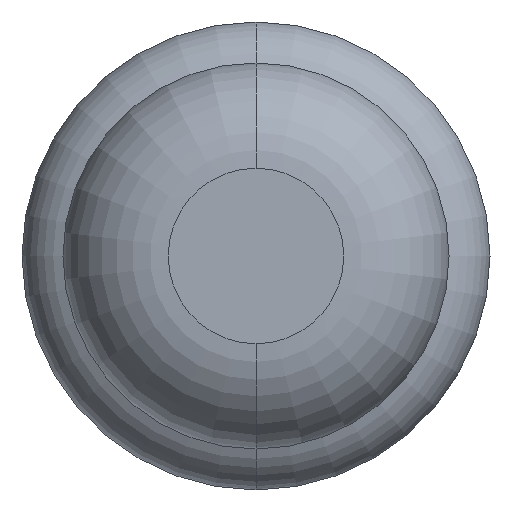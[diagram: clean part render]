
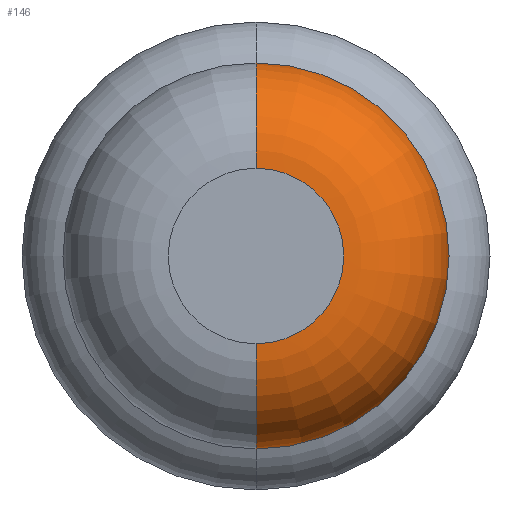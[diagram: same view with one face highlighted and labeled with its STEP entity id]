
A CAD part, front view. The second image highlights one B-rep face of the part: STEP entity #146.
In plain terms, the highlighted toroidal (fillet/blend) face has major radius 0.375 mm and minor radius 0.45 mm.
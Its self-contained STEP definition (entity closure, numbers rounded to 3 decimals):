
#22 = AXIS2_PLACEMENT_3D ( 'NONE', #2488, #138, #2541 ) ;
#138 = DIRECTION ( 'NONE',  ( 1., 0., 0. ) ) ;
#146 = ADVANCED_FACE ( 'Defeature ausgef�hrt1_8', ( #3389 ), #655, .T. ) ;
#205 = CARTESIAN_POINT ( 'NONE',  ( 0., -27.4, -0.375 ) ) ;
#376 = ORIENTED_EDGE ( 'NONE', *, *, #1474, .F. ) ;
#655 = TOROIDAL_SURFACE ( 'NONE', #1706, 0.375, 0.45 ) ;
#695 = CIRCLE ( 'NONE', #3542, 0.45 ) ;
#822 = CARTESIAN_POINT ( 'NONE',  ( 0., -26.95, 0. ) ) ;
#866 = CIRCLE ( 'NONE', #22, 0.45 ) ;
#871 = AXIS2_PLACEMENT_3D ( 'NONE', #2738, #3058, #3407 ) ;
#1040 = CARTESIAN_POINT ( 'NONE',  ( 0., -26.95, 0.375 ) ) ;
#1047 = DIRECTION ( 'NONE',  ( 0., 0., 1. ) ) ;
#1159 = EDGE_CURVE ( 'NONE', #3087, #2099, #866, .T. ) ;
#1474 = EDGE_CURVE ( 'Defeature ausgef�hrt1_9+Defeature ausgef�hrt1_8+Defeature ausgef�hrt1_8+Defeature ausgef�hrt1_8', #2726, #2099, #3924, .T. ) ;
#1524 = DIRECTION ( 'NONE',  ( 0., 0., 1. ) ) ;
#1558 = DIRECTION ( 'NONE',  ( 0., 1., 0. ) ) ;
#1681 = CARTESIAN_POINT ( 'NONE',  ( 0., -26.95, 0.825 ) ) ;
#1706 = AXIS2_PLACEMENT_3D ( 'NONE', #822, #2549, #3271 ) ;
#1880 = CARTESIAN_POINT ( 'NONE',  ( 0., -27.4, 0. ) ) ;
#1969 = CARTESIAN_POINT ( 'NONE',  ( 0., -26.95, -0.825 ) ) ;
#2099 = VERTEX_POINT ( 'NONE', #1969 ) ;
#2488 = CARTESIAN_POINT ( 'NONE',  ( 0., -26.95, -0.375 ) ) ;
#2493 = EDGE_CURVE ( 'Defeature ausgef�hrt1_8+Defeature ausgef�hrt1_7+Defeature ausgef�hrt1_7+Defeature ausgef�hrt1_7', #3994, #3087, #2575, .T. ) ;
#2541 = DIRECTION ( 'NONE',  ( 0., 0., -1. ) ) ;
#2549 = DIRECTION ( 'NONE',  ( 0., 1., 0. ) ) ;
#2575 = CIRCLE ( 'NONE', #3833, 0.375 ) ;
#2726 = VERTEX_POINT ( 'NONE', #1681 ) ;
#2738 = CARTESIAN_POINT ( 'NONE',  ( 0., -26.95, 0. ) ) ;
#2811 = EDGE_CURVE ( 'NONE', #3994, #2726, #695, .T. ) ;
#2948 = ORIENTED_EDGE ( 'NONE', *, *, #2493, .T. ) ;
#3058 = DIRECTION ( 'NONE',  ( 0., 1., 0. ) ) ;
#3087 = VERTEX_POINT ( 'NONE', #205 ) ;
#3271 = DIRECTION ( 'NONE',  ( 0., 0., 1. ) ) ;
#3389 = FACE_OUTER_BOUND ( 'NONE', #4380, .T. ) ;
#3407 = DIRECTION ( 'NONE',  ( 0., 0., 1. ) ) ;
#3442 = DIRECTION ( 'NONE',  ( -1., 0., 0. ) ) ;
#3495 = ORIENTED_EDGE ( 'NONE', *, *, #2811, .F. ) ;
#3542 = AXIS2_PLACEMENT_3D ( 'NONE', #1040, #3442, #1047 ) ;
#3585 = ORIENTED_EDGE ( 'NONE', *, *, #1159, .T. ) ;
#3833 = AXIS2_PLACEMENT_3D ( 'NONE', #1880, #1558, #1524 ) ;
#3901 = CARTESIAN_POINT ( 'NONE',  ( 0., -27.4, 0.375 ) ) ;
#3924 = CIRCLE ( 'NONE', #871, 0.825 ) ;
#3994 = VERTEX_POINT ( 'NONE', #3901 ) ;
#4380 = EDGE_LOOP ( 'NONE', ( #2948, #3585, #376, #3495 ) ) ;
